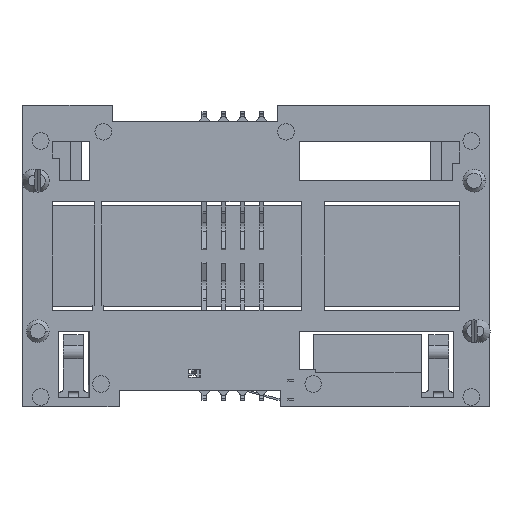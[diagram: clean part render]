
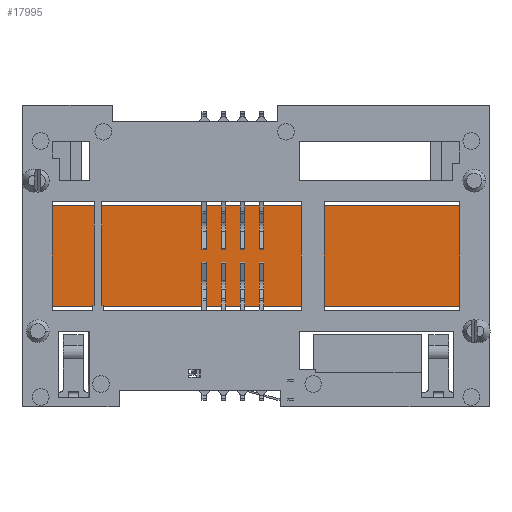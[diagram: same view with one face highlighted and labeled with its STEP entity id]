
A CAD part, front view. The second image highlights one B-rep face of the part: STEP entity #17995.
In plain terms, the highlighted planar face has unit normal (0, -1, 0).
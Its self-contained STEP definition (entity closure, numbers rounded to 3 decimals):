
#512=DIRECTION('',(0.,0.,-1.));
#513=VECTOR('',#512,13.4);
#514=CARTESIAN_POINT('',(-27.1,3.4,6.7));
#515=LINE('4214',#514,#513);
#6527=DIRECTION('',(-1.,0.,0.));
#6528=VECTOR('',#6527,54.2);
#6529=CARTESIAN_POINT('',(27.1,3.4,6.7));
#6530=LINE('4208',#6529,#6528);
#6531=DIRECTION('',(0.,0.,-1.));
#6532=VECTOR('',#6531,13.4);
#6533=CARTESIAN_POINT('',(27.1,3.4,6.7));
#6534=LINE('4215',#6533,#6532);
#6535=DIRECTION('',(-1.,0.,0.));
#6536=VECTOR('',#6535,54.2);
#6537=CARTESIAN_POINT('',(27.1,3.4,-6.7));
#6538=LINE('4209',#6537,#6536);
#6599=CARTESIAN_POINT('',(27.1,3.4,6.7));
#6600=CARTESIAN_POINT('',(-27.1,3.4,6.7));
#6601=VERTEX_POINT('',#6599);
#6602=VERTEX_POINT('',#6600);
#6603=CARTESIAN_POINT('',(27.1,3.4,-6.7));
#6604=CARTESIAN_POINT('',(-27.1,3.4,-6.7));
#6605=VERTEX_POINT('',#6603);
#6606=VERTEX_POINT('',#6604);
#17983=CARTESIAN_POINT('',(27.1,3.4,20.));
#17984=DIRECTION('',(0.,1.,0.));
#17985=DIRECTION('',(-1.,0.,0.));
#17986=AXIS2_PLACEMENT_3D('',#17983,#17984,#17985);
#17987=PLANE('4156',#17986);
#17988=ORIENTED_EDGE('4208',*,*,#17977,.F.);
#17989=ORIENTED_EDGE('4215',*,*,#8712,.T.);
#17991=ORIENTED_EDGE('4209',*,*,#17990,.T.);
#17992=ORIENTED_EDGE('4214',*,*,#8923,.F.);
#17993=EDGE_LOOP('4156',(#17988,#17989,#17991,#17992));
#17994=FACE_OUTER_BOUND('4156',#17993,.F.);
#17995=ADVANCED_FACE('4156',(#17994),#17987,.F.);
#8712=EDGE_CURVE('4215',#6601,#6605,#6534,.T.);
#8923=EDGE_CURVE('4214',#6602,#6606,#515,.T.);
#17977=EDGE_CURVE('4208',#6601,#6602,#6530,.T.);
#17990=EDGE_CURVE('4209',#6605,#6606,#6538,.T.);
